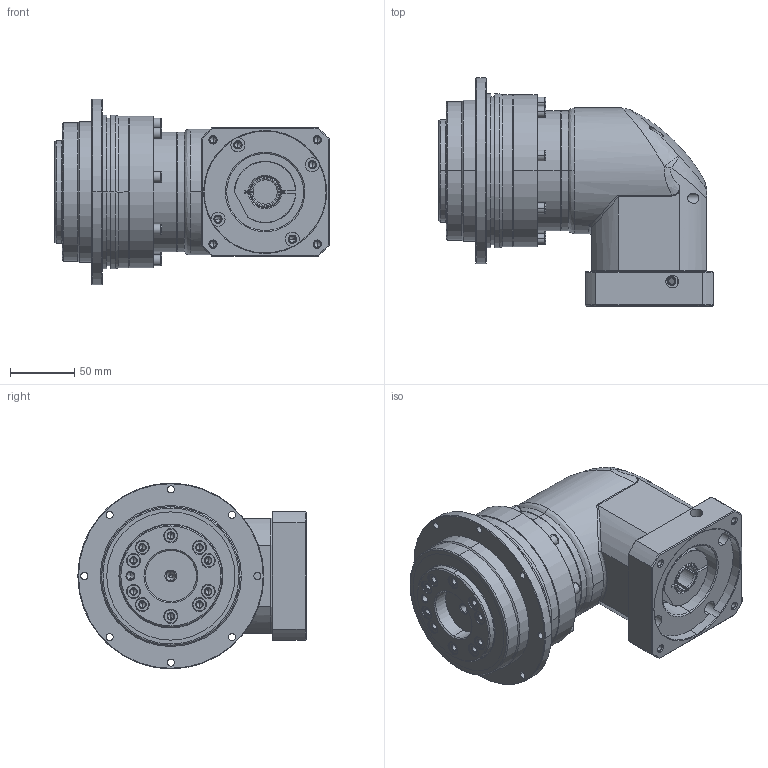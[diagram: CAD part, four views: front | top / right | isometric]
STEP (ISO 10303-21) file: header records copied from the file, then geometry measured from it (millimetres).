
FILE_DESCRIPTION (( 'STEP AP214' ), '1' );
FILE_NAME ('SDL110-L2-19-95-115-M6-M8.STEP', '2022-02-26T00:19:20', ( 'admin' ), ( '' ), 'SwSTEP 2.0', 'SolidWorks 2013', '' );
FILE_SCHEMA (( 'AUTOMOTIVE_DESIGN' ));
Length unit declared in the file: millimetre
Products named in the file (6): SBL090_X2_6CD55170_X0_95-115M6; PB115_X2_4E007EA79F7F570863A5_X0_090; SBL090_X2_8F9351658F7495017D2773AF_X0_-19; SDL090-19; SDL110-L2-19-95-115-M6-M8; SD110-L1
Assembly tree (5 placements, depth 2):
  SDL110-L2-19-95-115-M6-M8
    SDL090-19
    SBL090_X2_8F9351658F7495017D2773AF_X0_-19
    PB115_X2_4E007EA79F7F570863A5_X0_090
    SBL090_X2_6CD55170_X0_95-115M6
    SD110-L1
Bounding box: 214.1 x 178 x 145 mm (x, y, z)
Volume: 1996424.8 mm3; surface area: 232549.1 mm2
Topology: 5 solids, 8 shells, 687 faces, 1695 edges, 1032 vertices
Faces by surface type: cylinder 281, cone 181, plane 180, bspline 43, torus 2
Entity records: 30937 total; most frequent: CARTESIAN_POINT 7078, DIRECTION 3497, ORIENTED_EDGE 3230, EDGE_CURVE 1615, AXIS2_PLACEMENT_3D 1387, VERTEX_POINT 1032, EDGE_LOOP 823, CIRCLE 735
